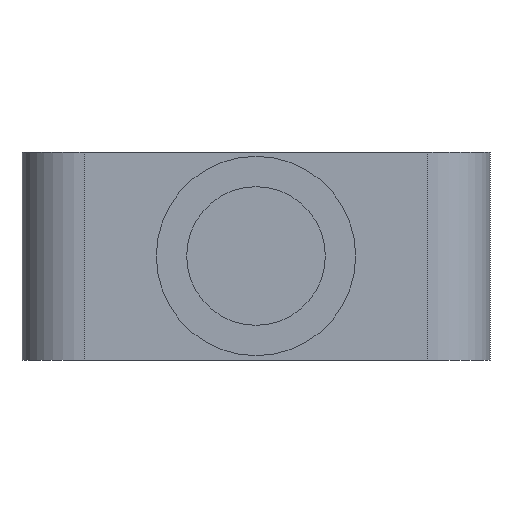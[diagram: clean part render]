
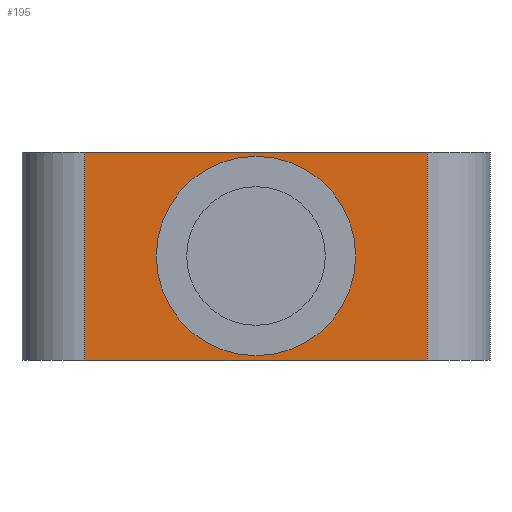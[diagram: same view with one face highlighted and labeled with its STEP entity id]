
A CAD part, left-side view. The second image highlights one B-rep face of the part: STEP entity #195.
In plain terms, the highlighted planar face has unit normal (-1, 0, 0).
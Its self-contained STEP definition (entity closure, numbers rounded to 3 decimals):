
#8 = AXIS2_PLACEMENT_3D ( 'NONE', #584, #591, #592 ) ;
#32 = EDGE_CURVE ( 'NONE', #444, #453, #953, .T. ) ;
#53 = EDGE_CURVE ( 'NONE', #487, #446, #1042, .T. ) ;
#54 = EDGE_CURVE ( 'NONE', #449, #446, #1149, .T. ) ;
#59 = EDGE_CURVE ( 'NONE', #449, #485, #1069, .T. ) ;
#82 = EDGE_CURVE ( 'NONE', #453, #444, #924, .T. ) ;
#86 = EDGE_CURVE ( 'NONE', #485, #487, #913, .T. ) ;
#129 = AXIS2_PLACEMENT_3D ( 'NONE', #415, #523, #510 ) ;
#137 = AXIS2_PLACEMENT_3D ( 'NONE', #685, #687, #688 ) ;
#195 = ADVANCED_FACE ( 'NONE', ( #1050, #996 ), #686, .F. ) ;
#259 = ORIENTED_EDGE ( 'NONE', *, *, #86, .T. ) ;
#262 = EDGE_LOOP ( 'NONE', ( #278, #298 ) ) ;
#278 = ORIENTED_EDGE ( 'NONE', *, *, #32, .F. ) ;
#296 = ORIENTED_EDGE ( 'NONE', *, *, #54, .F. ) ;
#298 = ORIENTED_EDGE ( 'NONE', *, *, #82, .F. ) ;
#299 = ORIENTED_EDGE ( 'NONE', *, *, #53, .T. ) ;
#302 = ORIENTED_EDGE ( 'NONE', *, *, #59, .T. ) ;
#357 = EDGE_LOOP ( 'NONE', ( #259, #299, #296, #302 ) ) ;
#415 = CARTESIAN_POINT ( 'NONE',  ( -27., 0., 12. ) ) ;
#444 = VERTEX_POINT ( 'NONE', #837 ) ;
#446 = VERTEX_POINT ( 'NONE', #838 ) ;
#449 = VERTEX_POINT ( 'NONE', #844 ) ;
#453 = VERTEX_POINT ( 'NONE', #848 ) ;
#485 = VERTEX_POINT ( 'NONE', #877 ) ;
#487 = VERTEX_POINT ( 'NONE', #879 ) ;
#510 = DIRECTION ( 'NONE',  ( 0., 1., 0. ) ) ;
#523 = DIRECTION ( 'NONE',  ( -1., 0., 0. ) ) ;
#530 = CARTESIAN_POINT ( 'NONE',  ( -27., -19.8, 24. ) ) ;
#539 = CARTESIAN_POINT ( 'NONE',  ( -27., 27., 24. ) ) ;
#540 = DIRECTION ( 'NONE',  ( 0., 0., 1. ) ) ;
#541 = DIRECTION ( 'NONE',  ( 0., -1., 0. ) ) ;
#549 = CARTESIAN_POINT ( 'NONE',  ( -27., 19.8, 24. ) ) ;
#550 = DIRECTION ( 'NONE',  ( 0., 0., -1. ) ) ;
#584 = CARTESIAN_POINT ( 'NONE',  ( -27., 0., 12. ) ) ;
#591 = DIRECTION ( 'NONE',  ( -1., 0., 0. ) ) ;
#592 = DIRECTION ( 'NONE',  ( 0., 1., 0. ) ) ;
#601 = CARTESIAN_POINT ( 'NONE',  ( -27., 27., 0. ) ) ;
#602 = DIRECTION ( 'NONE',  ( 0., -1., 0. ) ) ;
#685 = CARTESIAN_POINT ( 'NONE',  ( -27., 27., 24. ) ) ;
#686 = PLANE ( 'NONE',  #137 ) ;
#687 = DIRECTION ( 'NONE',  ( 1., 0., 0. ) ) ;
#688 = DIRECTION ( 'NONE',  ( 0., 1., 0. ) ) ;
#837 = CARTESIAN_POINT ( 'NONE',  ( -27., 0., 0.5 ) ) ;
#838 = CARTESIAN_POINT ( 'NONE',  ( -27., -19.8, 24. ) ) ;
#844 = CARTESIAN_POINT ( 'NONE',  ( -27., 19.8, 24. ) ) ;
#848 = CARTESIAN_POINT ( 'NONE',  ( -27., 0., 23.5 ) ) ;
#877 = CARTESIAN_POINT ( 'NONE',  ( -27., 19.8, 0. ) ) ;
#879 = CARTESIAN_POINT ( 'NONE',  ( -27., -19.8, 0. ) ) ;
#913 = LINE ( 'NONE', #601, #1122 ) ;
#924 = CIRCLE ( 'NONE', #8, 11.5 ) ;
#949 = VECTOR ( 'NONE', #550, 1000. ) ;
#953 = CIRCLE ( 'NONE', #129, 11.5 ) ;
#956 = VECTOR ( 'NONE', #541, 1000. ) ;
#996 = FACE_BOUND ( 'NONE', #262, .T. ) ;
#1042 = LINE ( 'NONE', #530, #1140 ) ;
#1050 = FACE_OUTER_BOUND ( 'NONE', #357, .T. ) ;
#1069 = LINE ( 'NONE', #549, #949 ) ;
#1122 = VECTOR ( 'NONE', #602, 1000. ) ;
#1140 = VECTOR ( 'NONE', #540, 1000. ) ;
#1149 = LINE ( 'NONE', #539, #956 ) ;
